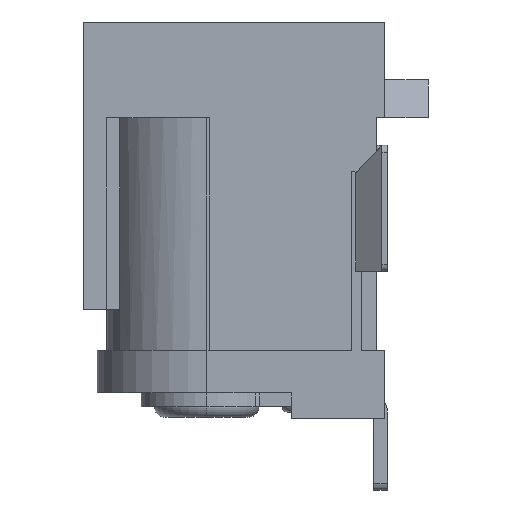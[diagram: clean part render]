
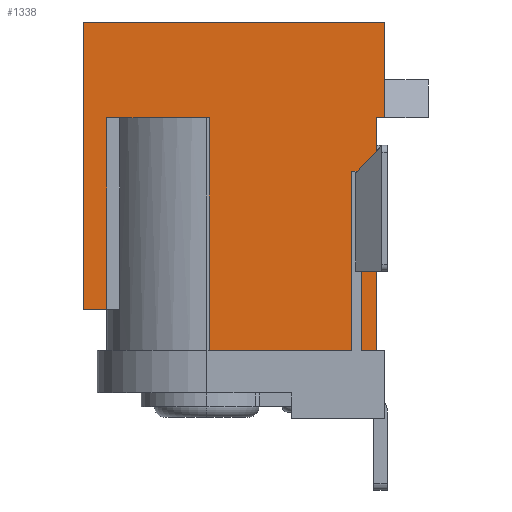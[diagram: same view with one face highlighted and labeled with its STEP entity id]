
A CAD part, left-side view. The second image highlights one B-rep face of the part: STEP entity #1338.
In plain terms, the highlighted planar face has unit normal (-1, 0, 0).
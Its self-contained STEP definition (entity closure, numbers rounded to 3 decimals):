
#123=DIRECTION('',(0.,0.,-1.));
#124=VECTOR('',#123,8.5);
#125=CARTESIAN_POINT('',(-4.5,0.3,-3.5));
#126=LINE('',#125,#124);
#261=DIRECTION('',(0.,1.,0.));
#262=VECTOR('',#261,3.75);
#263=CARTESIAN_POINT('',(-4.5,6.4,-3.5));
#264=LINE('',#263,#262);
#295=DIRECTION('',(0.,1.,0.));
#296=VECTOR('',#295,0.85);
#297=CARTESIAN_POINT('',(-4.5,10.15,-10.5));
#298=LINE('',#297,#296);
#319=DIRECTION('',(0.,-1.,0.));
#320=VECTOR('',#319,11.);
#321=CARTESIAN_POINT('',(-4.5,11.,0.));
#322=LINE('',#321,#320);
#345=DIRECTION('',(0.,-1.,0.));
#346=VECTOR('',#345,0.55);
#347=CARTESIAN_POINT('',(-4.5,0.85,-12.));
#348=LINE('',#347,#346);
#349=DIRECTION('',(0.,-1.,0.));
#350=VECTOR('',#349,5.2);
#351=CARTESIAN_POINT('',(-4.5,6.4,-12.));
#352=LINE('',#351,#350);
#353=DIRECTION('',(0.,0.,-1.));
#354=VECTOR('',#353,10.5);
#355=CARTESIAN_POINT('',(-4.5,11.,0.));
#356=LINE('',#355,#354);
#357=DIRECTION('',(0.,0.,1.));
#358=VECTOR('',#357,3.5);
#359=CARTESIAN_POINT('',(-4.5,0.,-3.5));
#360=LINE('',#359,#358);
#369=DIRECTION('',(0.,1.,0.));
#370=VECTOR('',#369,0.3);
#371=CARTESIAN_POINT('',(-4.5,0.,-3.5));
#372=LINE('',#371,#370);
#441=DIRECTION('',(0.,0.,1.));
#442=VECTOR('',#441,8.5);
#443=CARTESIAN_POINT('',(-4.5,6.4,-12.));
#444=LINE('',#443,#442);
#461=DIRECTION('',(0.,0.,-1.));
#462=VECTOR('',#461,6.55);
#463=CARTESIAN_POINT('',(-4.5,1.2,-5.45));
#464=LINE('',#463,#462);
#473=DIRECTION('',(0.,1.,0.));
#474=VECTOR('',#473,0.35);
#475=CARTESIAN_POINT('',(-4.5,0.85,-5.45));
#476=LINE('',#475,#474);
#485=DIRECTION('',(0.,0.,1.));
#486=VECTOR('',#485,6.55);
#487=CARTESIAN_POINT('',(-4.5,0.85,-12.));
#488=LINE('',#487,#486);
#505=DIRECTION('',(0.,0.,-1.));
#506=VECTOR('',#505,7.);
#507=CARTESIAN_POINT('',(-4.5,10.15,-3.5));
#508=LINE('',#507,#506);
#645=CARTESIAN_POINT('',(-4.5,0.85,-12.));
#646=CARTESIAN_POINT('',(-4.5,0.85,-5.45));
#647=VERTEX_POINT('',#645);
#648=VERTEX_POINT('',#646);
#677=CARTESIAN_POINT('',(-4.5,1.2,-5.45));
#678=CARTESIAN_POINT('',(-4.5,1.2,-12.));
#679=VERTEX_POINT('',#677);
#680=VERTEX_POINT('',#678);
#709=CARTESIAN_POINT('',(-4.5,10.15,-10.5));
#710=CARTESIAN_POINT('',(-4.5,11.,-10.5));
#711=VERTEX_POINT('',#709);
#712=VERTEX_POINT('',#710);
#713=CARTESIAN_POINT('',(-4.5,0.3,-12.));
#715=VERTEX_POINT('',#713);
#749=CARTESIAN_POINT('',(-4.5,6.4,-12.));
#750=CARTESIAN_POINT('',(-4.5,6.4,-3.5));
#751=VERTEX_POINT('',#749);
#752=VERTEX_POINT('',#750);
#765=CARTESIAN_POINT('',(-4.5,10.15,-3.5));
#766=VERTEX_POINT('',#765);
#783=CARTESIAN_POINT('',(-4.5,0.,0.));
#784=VERTEX_POINT('',#783);
#785=CARTESIAN_POINT('',(-4.5,0.3,-3.5));
#786=VERTEX_POINT('',#785);
#801=CARTESIAN_POINT('',(-4.5,0.,-3.5));
#802=VERTEX_POINT('',#801);
#819=CARTESIAN_POINT('',(-4.5,11.,0.));
#820=VERTEX_POINT('',#819);
#1308=CARTESIAN_POINT('',(-4.5,0.,-14.5));
#1309=DIRECTION('',(-1.,0.,0.));
#1310=DIRECTION('',(0.,-0.707,0.707));
#1311=AXIS2_PLACEMENT_3D('',#1308,#1309,#1310);
#1312=PLANE('',#1311);
#1314=ORIENTED_EDGE('',*,*,#1313,.T.);
#1315=ORIENTED_EDGE('',*,*,#1047,.T.);
#1317=ORIENTED_EDGE('',*,*,#1316,.F.);
#1319=ORIENTED_EDGE('',*,*,#1318,.T.);
#1321=ORIENTED_EDGE('',*,*,#1320,.T.);
#1323=ORIENTED_EDGE('',*,*,#1322,.T.);
#1325=ORIENTED_EDGE('',*,*,#1324,.F.);
#1327=ORIENTED_EDGE('',*,*,#1326,.T.);
#1328=ORIENTED_EDGE('',*,*,#1206,.T.);
#1330=ORIENTED_EDGE('',*,*,#1329,.T.);
#1331=ORIENTED_EDGE('',*,*,#1242,.T.);
#1332=ORIENTED_EDGE('',*,*,#1282,.F.);
#1333=ORIENTED_EDGE('',*,*,#1293,.T.);
#1335=ORIENTED_EDGE('',*,*,#1334,.F.);
#1336=EDGE_LOOP('',(#1314,#1315,#1317,#1319,#1321,#1323,#1325,#1327,#1328,#1330,
#1331,#1332,#1333,#1335));
#1337=FACE_OUTER_BOUND('',#1336,.F.);
#1338=ADVANCED_FACE('',(#1337),#1312,.T.);
#1047=EDGE_CURVE('',#786,#715,#126,.T.);
#1206=EDGE_CURVE('',#752,#766,#264,.T.);
#1242=EDGE_CURVE('',#711,#712,#298,.T.);
#1282=EDGE_CURVE('',#820,#712,#356,.T.);
#1293=EDGE_CURVE('',#820,#784,#322,.T.);
#1313=EDGE_CURVE('',#802,#786,#372,.T.);
#1316=EDGE_CURVE('',#647,#715,#348,.T.);
#1318=EDGE_CURVE('',#647,#648,#488,.T.);
#1320=EDGE_CURVE('',#648,#679,#476,.T.);
#1322=EDGE_CURVE('',#679,#680,#464,.T.);
#1324=EDGE_CURVE('',#751,#680,#352,.T.);
#1326=EDGE_CURVE('',#751,#752,#444,.T.);
#1329=EDGE_CURVE('',#766,#711,#508,.T.);
#1334=EDGE_CURVE('',#802,#784,#360,.T.);
